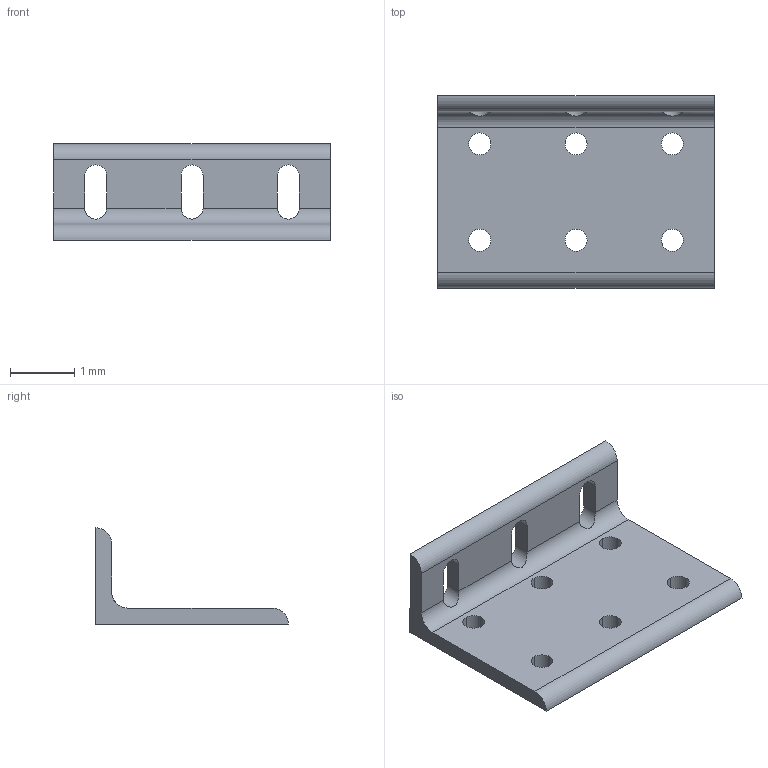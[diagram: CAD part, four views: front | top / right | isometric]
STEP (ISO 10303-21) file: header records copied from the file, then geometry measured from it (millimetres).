
FILE_DESCRIPTION((''),'2;1');
FILE_NAME('15CB4004.stp','2015-07-20T13:26:06',(''),(''),'Mechanical Desktop 2011','Mechanical Desktop 2011',', , ');
FILE_SCHEMA(('CONFIG_CONTROL_DESIGN'));
Length unit declared in the file: millimetre
Products named in the file (1): Product
Bounding box: 4.31 x 3 x 1.5 mm (x, y, z)
Volume: 4.2 mm3; surface area: 40 mm2
Topology: 1 solids, 1 shells, 33 faces, 96 edges, 62 vertices
Faces by surface type: cylinder 21, plane 12
Entity records: 1280 total; most frequent: CARTESIAN_POINT 246, DIRECTION 200, ORIENTED_EDGE 192, EDGE_CURVE 96, AXIS2_PLACEMENT_3D 73, VERTEX_POINT 62, VECTOR 54, LINE 54
